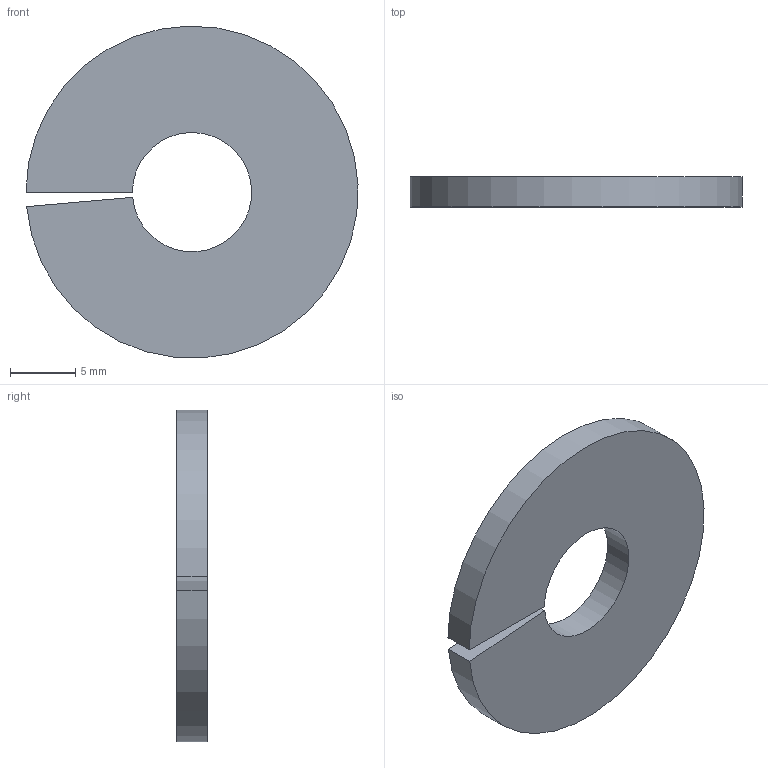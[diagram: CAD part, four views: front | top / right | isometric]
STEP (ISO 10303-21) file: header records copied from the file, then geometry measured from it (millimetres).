
FILE_DESCRIPTION((''),'2;1');
FILE_NAME('WHR SPLIT M8 REG.stp','2012-07-02T11:47:52',('stlaus'),(''),'Autodesk Inventor 2011','Autodesk Inventor 2011','');
FILE_SCHEMA(('AUTOMOTIVE_DESIGN { 1 0 10303 214 1 1 1 1 }'));
Products named in the file (2): Assembly1; Wshr_Split_M8Regular
Assembly tree (1 placements, depth 2):
  Assembly1
    Wshr_Split_M8Regular
Bounding box: 25.39 x 2.3 x 25.37 mm (x, y, z)
Volume: 1001.1 mm3; surface area: 1153.9 mm2
Topology: 1 solids, 1 shells, 6 faces, 12 edges, 8 vertices
Faces by surface type: plane 4, cylinder 2
Entity records: 214 total; most frequent: DIRECTION 34, CARTESIAN_POINT 29, ORIENTED_EDGE 24, AXIS2_PLACEMENT_3D 13, EDGE_CURVE 12, VERTEX_POINT 8, VECTOR 8, LINE 8
